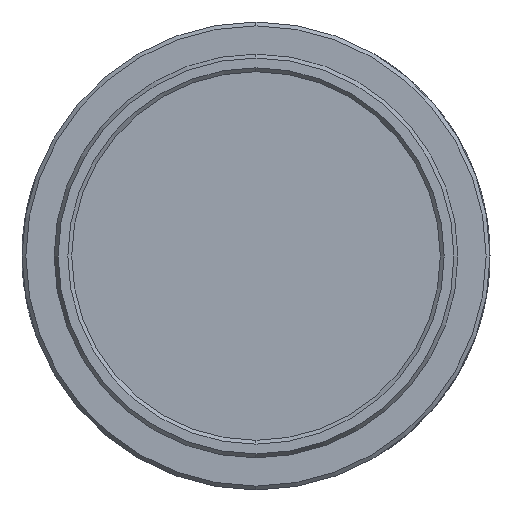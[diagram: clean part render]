
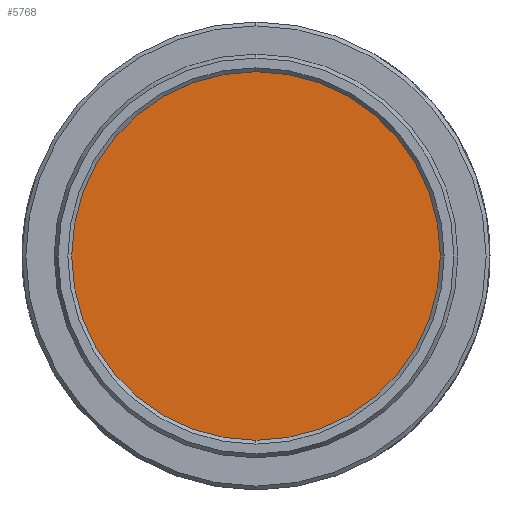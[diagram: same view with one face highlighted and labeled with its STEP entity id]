
A CAD part, left-side view. The second image highlights one B-rep face of the part: STEP entity #5768.
In plain terms, the highlighted planar face has unit normal (-1, 0, 0).
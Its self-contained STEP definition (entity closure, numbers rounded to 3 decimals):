
#149 = DIRECTION ( 'NONE',  ( 0., -0.009, -1. ) ) ;
#448 = DIRECTION ( 'NONE',  ( 0., -0.009, -1. ) ) ;
#1186 = CIRCLE ( 'NONE', #9390, 12.7 ) ;
#1304 = AXIS2_PLACEMENT_3D ( 'NONE', #9502, #4980, #448 ) ;
#1499 = CIRCLE ( 'NONE', #2095, 12.7 ) ;
#2027 = EDGE_CURVE ( 'NONE', #2134, #9224, #1499, .T. ) ;
#2095 = AXIS2_PLACEMENT_3D ( 'NONE', #3057, #8332, #3811 ) ;
#2134 = VERTEX_POINT ( 'NONE', #2420 ) ;
#2195 = ORIENTED_EDGE ( 'NONE', *, *, #6253, .F. ) ;
#2420 = CARTESIAN_POINT ( 'NONE',  ( -1.905, 0.111, 12.7 ) ) ;
#2991 = EDGE_LOOP ( 'NONE', ( #2195, #9415 ) ) ;
#3057 = CARTESIAN_POINT ( 'NONE',  ( -1.905, 0., 0. ) ) ;
#3811 = DIRECTION ( 'NONE',  ( 0., -0.009, -1. ) ) ;
#4667 = DIRECTION ( 'NONE',  ( 1., 0., 0. ) ) ;
#4980 = DIRECTION ( 'NONE',  ( 1., 0., 0. ) ) ;
#5675 = PLANE ( 'NONE',  #1304 ) ;
#5768 = ADVANCED_FACE ( 'NONE', ( #6620 ), #5675, .F. ) ;
#6253 = EDGE_CURVE ( 'NONE', #9224, #2134, #1186, .T. ) ;
#6620 = FACE_OUTER_BOUND ( 'NONE', #2991, .T. ) ;
#8010 = CARTESIAN_POINT ( 'NONE',  ( -1.905, -0.111, -12.7 ) ) ;
#8332 = DIRECTION ( 'NONE',  ( 1., 0., 0. ) ) ;
#9195 = CARTESIAN_POINT ( 'NONE',  ( -1.905, 0., 0. ) ) ;
#9224 = VERTEX_POINT ( 'NONE', #8010 ) ;
#9390 = AXIS2_PLACEMENT_3D ( 'NONE', #9195, #4667, #149 ) ;
#9415 = ORIENTED_EDGE ( 'NONE', *, *, #2027, .F. ) ;
#9502 = CARTESIAN_POINT ( 'NONE',  ( -1.905, 0., 0. ) ) ;
